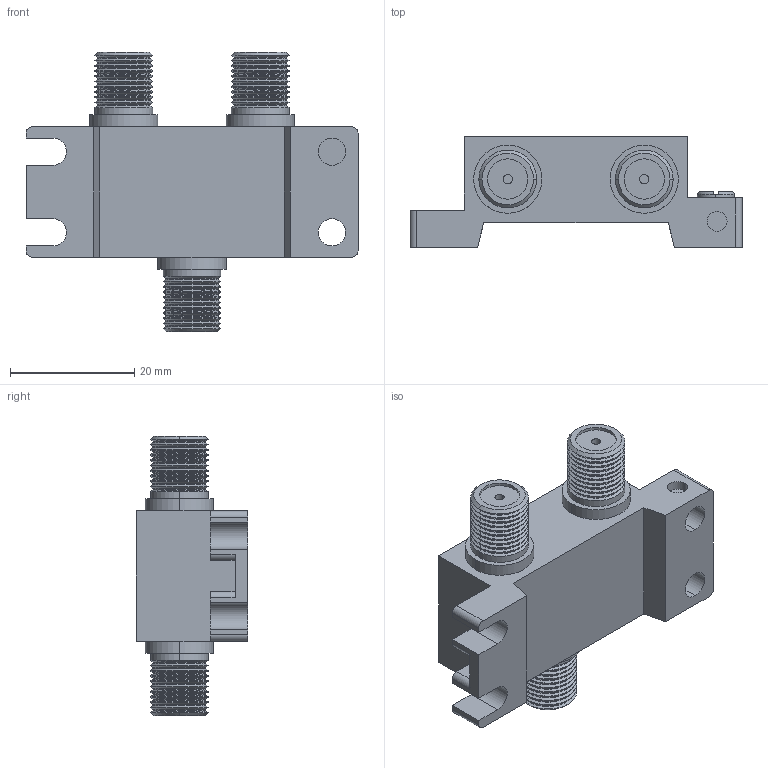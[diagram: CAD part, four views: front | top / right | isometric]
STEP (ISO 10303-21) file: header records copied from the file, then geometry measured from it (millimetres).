
FILE_DESCRIPTION (( 'STEP AP203' ), '1' );
FILE_NAME ('LCDP1004_3D.STEP', '2022-11-03T13:44:52', ( '' ), ( '' ), 'SwSTEP 2.0', 'SolidWorks 2022', '' );
FILE_SCHEMA (( 'CONFIG_CONTROL_DESIGN' ));
Length unit declared in the file: millimetre
Products named in the file (1): LCDP1004_3D
Bounding box: 53.5 x 17.9 x 45 mm (x, y, z)
Volume: 14646.5 mm3; surface area: 6382.6 mm2
Topology: 1 solids, 1 shells, 876 faces, 2099 edges, 1298 vertices
Faces by surface type: plane 375, bspline 157, cone 126, torus 122, cylinder 96
Entity records: 35184 total; most frequent: CARTESIAN_POINT 15523, ORIENTED_EDGE 4198, DIRECTION 3731, EDGE_CURVE 2099, VERTEX_POINT 1298, LINE 1271, VECTOR 1271, AXIS2_PLACEMENT_3D 1230
